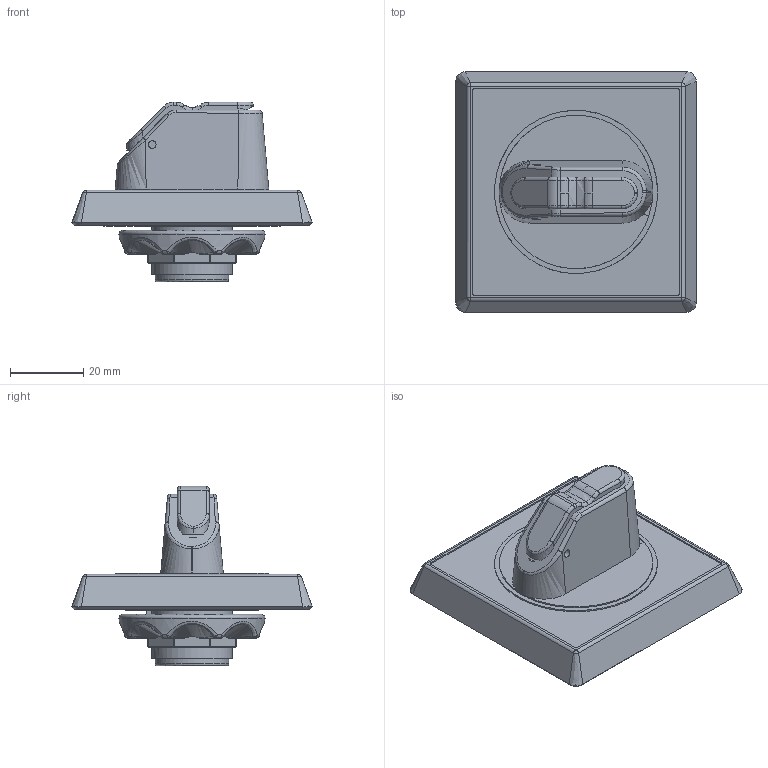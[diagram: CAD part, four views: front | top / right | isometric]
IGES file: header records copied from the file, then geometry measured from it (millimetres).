
Global section: file name: OH_S2AJ_palikka.igs; preprocessor: I-DEAS 3D IGES Translator 11; date: 20110601.142014; units: millimetre
Bounding box: 65.5 x 65.5 x 48.87 mm (x, y, z)
Volume: 52552.5 mm3; surface area: 19850.7 mm2
Topology: 2 solids, 5 shells, 390 faces, 904 edges, 533 vertices
Faces by surface type: bspline 390
